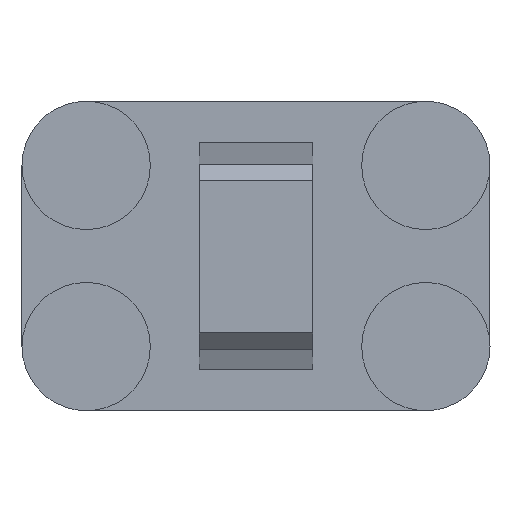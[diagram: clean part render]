
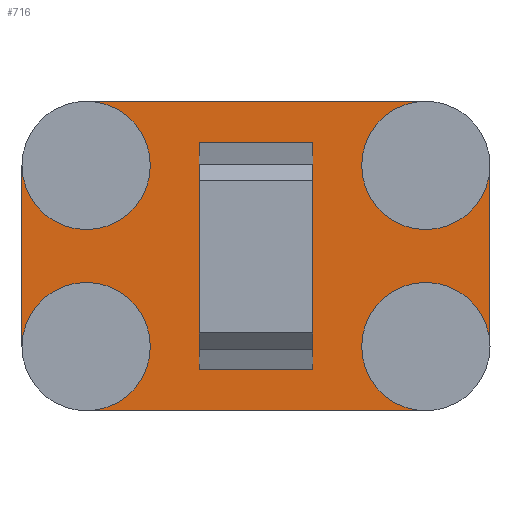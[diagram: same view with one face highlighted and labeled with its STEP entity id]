
A CAD part, front view. The second image highlights one B-rep face of the part: STEP entity #716.
In plain terms, the highlighted planar face has unit normal (0, -1, 0).
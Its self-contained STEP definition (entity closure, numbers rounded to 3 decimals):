
#25=FACE_BOUND('',#222,.T.);
#32=LINE('',#1084,#104);
#33=LINE('',#1090,#105);
#34=LINE('',#1094,#106);
#35=LINE('',#1097,#107);
#36=LINE('',#1100,#108);
#37=LINE('',#1102,#109);
#38=LINE('',#1104,#110);
#39=LINE('',#1105,#111);
#104=VECTOR('',#862,10.);
#105=VECTOR('',#867,10.);
#106=VECTOR('',#870,10.);
#107=VECTOR('',#873,10.);
#108=VECTOR('',#874,10.);
#109=VECTOR('',#875,10.);
#110=VECTOR('',#876,10.);
#111=VECTOR('',#877,10.);
#178=FACE_OUTER_BOUND('',#221,.T.);
#221=EDGE_LOOP('',(#475,#476,#477,#478,#479,#480,#481,#482,#483,#484));
#222=EDGE_LOOP('',(#485,#486,#487,#488));
#271=CIRCLE('',#776,8.5);
#272=CIRCLE('',#777,8.5);
#273=CIRCLE('',#778,8.5);
#274=CIRCLE('',#779,8.5);
#275=CIRCLE('',#780,8.5);
#276=CIRCLE('',#781,8.5);
#303=VERTEX_POINT('',#1078);
#304=VERTEX_POINT('',#1079);
#305=VERTEX_POINT('',#1081);
#306=VERTEX_POINT('',#1083);
#307=VERTEX_POINT('',#1085);
#308=VERTEX_POINT('',#1087);
#309=VERTEX_POINT('',#1089);
#310=VERTEX_POINT('',#1091);
#311=VERTEX_POINT('',#1093);
#312=VERTEX_POINT('',#1095);
#313=VERTEX_POINT('',#1098);
#314=VERTEX_POINT('',#1099);
#315=VERTEX_POINT('',#1101);
#316=VERTEX_POINT('',#1103);
#371=EDGE_CURVE('',#303,#304,#271,.T.);
#372=EDGE_CURVE('',#304,#305,#272,.T.);
#373=EDGE_CURVE('',#305,#306,#32,.T.);
#374=EDGE_CURVE('',#306,#307,#273,.T.);
#375=EDGE_CURVE('',#307,#308,#274,.T.);
#376=EDGE_CURVE('',#309,#308,#33,.T.);
#377=EDGE_CURVE('',#309,#310,#275,.T.);
#378=EDGE_CURVE('',#310,#311,#34,.T.);
#379=EDGE_CURVE('',#311,#312,#276,.T.);
#380=EDGE_CURVE('',#312,#303,#35,.T.);
#381=EDGE_CURVE('',#313,#314,#36,.T.);
#382=EDGE_CURVE('',#314,#315,#37,.T.);
#383=EDGE_CURVE('',#315,#316,#38,.T.);
#384=EDGE_CURVE('',#316,#313,#39,.T.);
#475=ORIENTED_EDGE('',*,*,#371,.T.);
#476=ORIENTED_EDGE('',*,*,#372,.T.);
#477=ORIENTED_EDGE('',*,*,#373,.T.);
#478=ORIENTED_EDGE('',*,*,#374,.T.);
#479=ORIENTED_EDGE('',*,*,#375,.T.);
#480=ORIENTED_EDGE('',*,*,#376,.F.);
#481=ORIENTED_EDGE('',*,*,#377,.T.);
#482=ORIENTED_EDGE('',*,*,#378,.T.);
#483=ORIENTED_EDGE('',*,*,#379,.T.);
#484=ORIENTED_EDGE('',*,*,#380,.T.);
#485=ORIENTED_EDGE('',*,*,#381,.T.);
#486=ORIENTED_EDGE('',*,*,#382,.T.);
#487=ORIENTED_EDGE('',*,*,#383,.T.);
#488=ORIENTED_EDGE('',*,*,#384,.T.);
#683=PLANE('',#775);
#716=ADVANCED_FACE('',(#178,#25),#683,.F.);
#775=AXIS2_PLACEMENT_3D('',#1077,#856,#857);
#776=AXIS2_PLACEMENT_3D('',#1080,#858,#859);
#777=AXIS2_PLACEMENT_3D('',#1082,#860,#861);
#778=AXIS2_PLACEMENT_3D('',#1086,#863,#864);
#779=AXIS2_PLACEMENT_3D('',#1088,#865,#866);
#780=AXIS2_PLACEMENT_3D('',#1092,#868,#869);
#781=AXIS2_PLACEMENT_3D('',#1096,#871,#872);
#856=DIRECTION('center_axis',(0.,1.,0.));
#857=DIRECTION('ref_axis',(1.,0.,0.));
#858=DIRECTION('center_axis',(0.,1.,0.));
#859=DIRECTION('ref_axis',(-1.,0.,0.));
#860=DIRECTION('center_axis',(0.,1.,0.));
#861=DIRECTION('ref_axis',(-1.,0.,0.));
#862=DIRECTION('',(0.,0.,1.));
#863=DIRECTION('center_axis',(0.,1.,0.));
#864=DIRECTION('ref_axis',(-1.,0.,0.));
#865=DIRECTION('center_axis',(0.,1.,0.));
#866=DIRECTION('ref_axis',(-1.,0.,0.));
#867=DIRECTION('',(1.,0.,0.));
#868=DIRECTION('center_axis',(0.,1.,0.));
#869=DIRECTION('ref_axis',(-1.,0.,0.));
#870=DIRECTION('',(0.,0.,-1.));
#871=DIRECTION('center_axis',(0.,1.,0.));
#872=DIRECTION('ref_axis',(-1.,0.,0.));
#873=DIRECTION('',(1.,0.,0.));
#874=DIRECTION('',(-1.,0.,0.));
#875=DIRECTION('',(0.,0.,1.));
#876=DIRECTION('',(1.,0.,0.));
#877=DIRECTION('',(0.,0.,-1.));
#1077=CARTESIAN_POINT('Origin',(-77.5,0.,-12.));
#1078=CARTESIAN_POINT('',(-55.,0.,-32.5));
#1079=CARTESIAN_POINT('',(-63.5,0.,-24.));
#1080=CARTESIAN_POINT('Origin',(-55.,0.,-24.));
#1081=CARTESIAN_POINT('',(-46.5,0.,-24.));
#1082=CARTESIAN_POINT('Origin',(-55.,0.,-24.));
#1083=CARTESIAN_POINT('',(-46.5,0.,0.));
#1084=CARTESIAN_POINT('',(-46.5,0.,-24.));
#1085=CARTESIAN_POINT('',(-63.5,0.,0.));
#1086=CARTESIAN_POINT('Origin',(-55.,0.,
0.));
#1087=CARTESIAN_POINT('',(-55.,0.,8.5));
#1088=CARTESIAN_POINT('Origin',(-55.,0.,
0.));
#1089=CARTESIAN_POINT('',(-100.,0.,8.5));
#1090=CARTESIAN_POINT('',(-100.,0.,8.5));
#1091=CARTESIAN_POINT('',(-108.5,0.,0.));
#1092=CARTESIAN_POINT('Origin',(-100.,0.,0.));
#1093=CARTESIAN_POINT('',(-108.5,0.,-24.));
#1094=CARTESIAN_POINT('',(-108.5,0.,0.));
#1095=CARTESIAN_POINT('',(-100.,0.,-32.5));
#1096=CARTESIAN_POINT('Origin',(-100.,0.,-24.));
#1097=CARTESIAN_POINT('',(-100.,0.,-32.5));
#1098=CARTESIAN_POINT('',(-70.,0.,-27.));
#1099=CARTESIAN_POINT('',(-85.,0.,-27.));
#1100=CARTESIAN_POINT('',(-81.25,0.,-27.));
#1101=CARTESIAN_POINT('',(-85.,0.,3.));
#1102=CARTESIAN_POINT('',(-85.,0.,-4.5));
#1103=CARTESIAN_POINT('',(-70.,0.,3.));
#1104=CARTESIAN_POINT('',(-73.75,0.,3.));
#1105=CARTESIAN_POINT('',(-70.,0.,-19.5));
